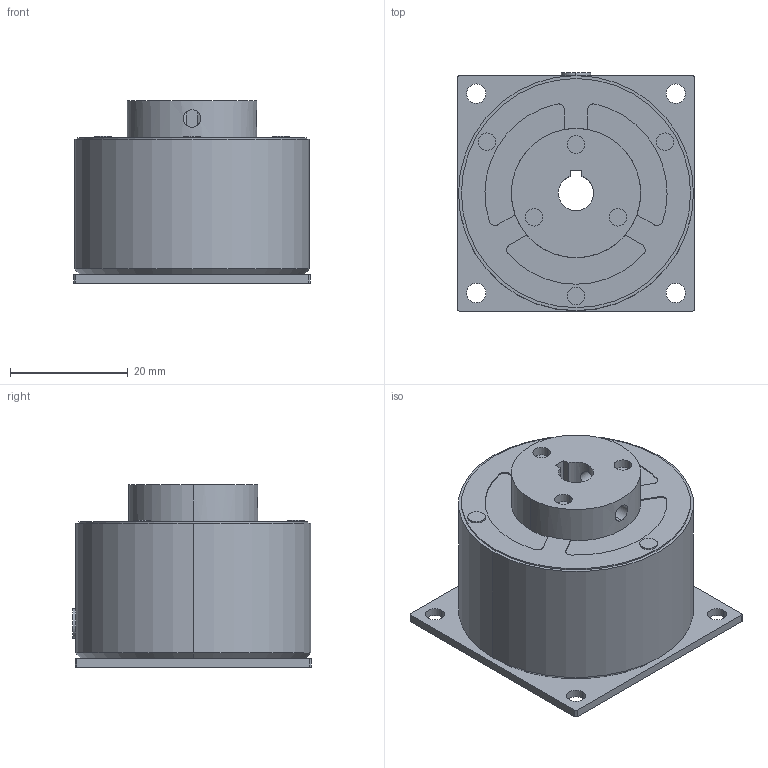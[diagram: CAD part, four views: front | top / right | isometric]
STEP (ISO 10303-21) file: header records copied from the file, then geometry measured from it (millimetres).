
FILE_DESCRIPTION (( 'STEP AP203' ), '1' );
FILE_NAME ('AMB 5_25145200(‚P‘Ì).STEP', '2016-03-11T00:59:46', ( ' ' ), ( '' ), 'SwSTEP 2.0', 'SolidWorks 2009', '' );
FILE_SCHEMA (( 'CONFIG_CONTROL_DESIGN' ));
Length unit declared in the file: millimetre
Products named in the file (1): AMB 5_25145200(１体)
Bounding box: 40.2 x 40.65 x 31 mm (x, y, z)
Volume: 29864.3 mm3; surface area: 8373.7 mm2
Topology: 2 solids, 2 shells, 96 faces, 234 edges, 154 vertices
Faces by surface type: cylinder 60, plane 34, cone 2
Entity records: 3157 total; most frequent: CARTESIAN_POINT 685, DIRECTION 540, ORIENTED_EDGE 468, EDGE_CURVE 234, AXIS2_PLACEMENT_3D 217, VERTEX_POINT 154, EDGE_LOOP 122, CIRCLE 120
